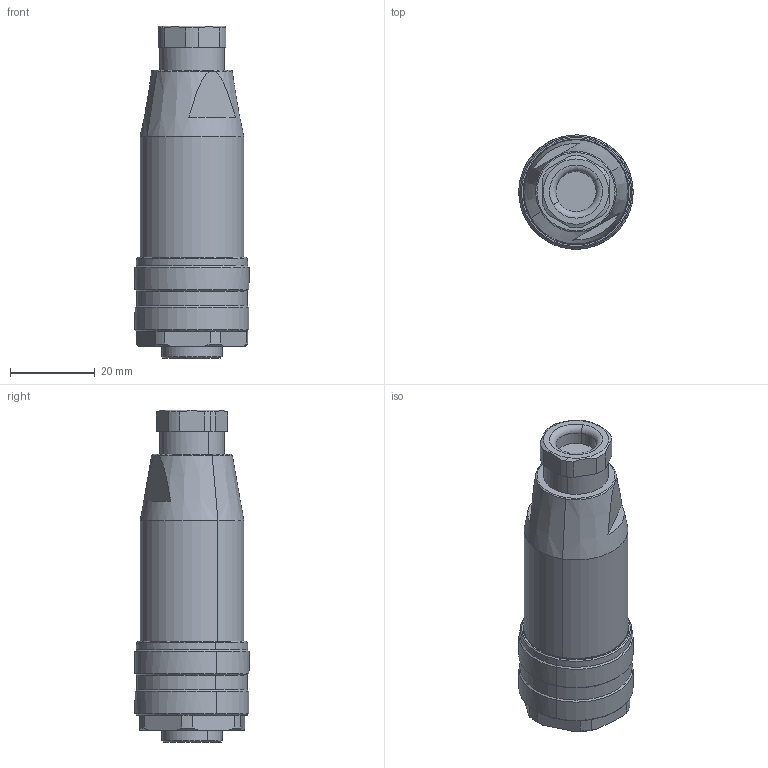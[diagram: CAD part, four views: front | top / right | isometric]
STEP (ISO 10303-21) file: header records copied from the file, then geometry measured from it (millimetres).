
FILE_DESCRIPTION(('CATIA V5 STEP Exchange','CAx-IF Rec.Pracs.--- Model Styling and Organization---1.4--- 2014-01-23'),'2;1');
FILE_NAME ('022538-2_1', '2020-02-13T06:52:18+00:00', ('none'), ('Weidmueller'), 'CATIA Version 5-6 Release 2016 SP3 HF44', 'CATIA V5 STEP AP214', 'none');
FILE_SCHEMA(('AUTOMOTIVE_DESIGN { 1 0 10303 214 1 1 1 1 }'));
Length unit declared in the file: millimetre
Products named in the file (1): 1812480000
Bounding box: 26.99 x 26.98 x 78.4 mm (x, y, z)
Volume: 30693.7 mm3; surface area: 10799.4 mm2
Topology: 2 solids, 2 shells, 212 faces, 516 edges, 327 vertices
Faces by surface type: cylinder 79, plane 73, cone 44, torus 16
Entity records: 7168 total; most frequent: CARTESIAN_POINT 2484, ORIENTED_EDGE 1032, DIRECTION 787, EDGE_CURVE 516, AXIS2_PLACEMENT_3D 368, VERTEX_POINT 327, EDGE_LOOP 233, ADVANCED_FACE 212
